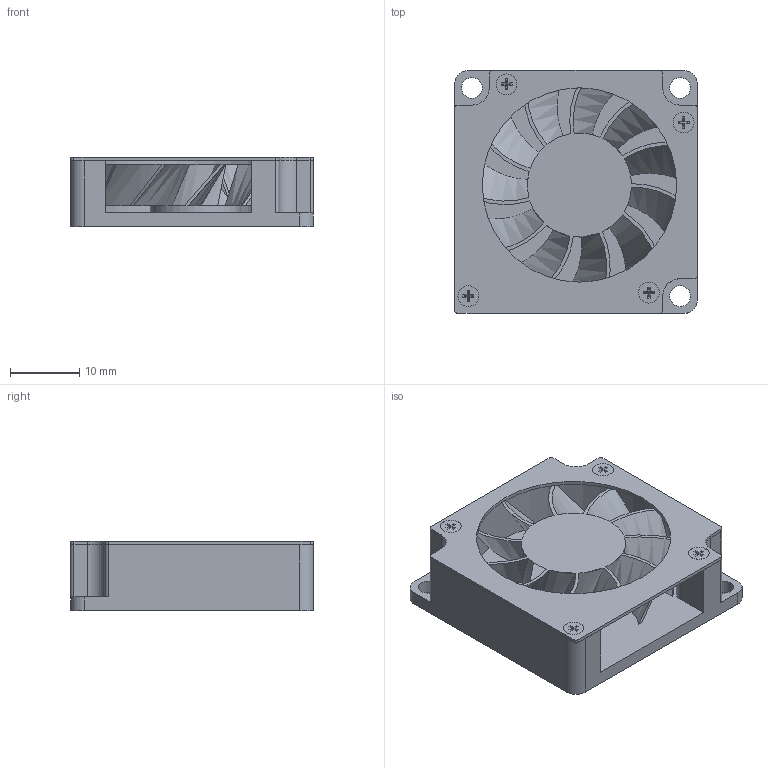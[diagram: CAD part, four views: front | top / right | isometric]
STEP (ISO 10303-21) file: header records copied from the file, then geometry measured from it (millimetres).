
FILE_DESCRIPTION (( 'STEP AP214' ), '1' );
FILE_NAME ('35x35_Blower_Fan.STEP', '2016-06-23T20:34:54', ( '' ), ( '' ), 'SwSTEP 2.0', 'SolidWorks 2015', '' );
FILE_SCHEMA (( 'AUTOMOTIVE_DESIGN' ));
Length unit declared in the file: millimetre
Products named in the file (5): 35x35_Blower_Fan; 35x35_Blower_Top_Plate; 35x35_Blower_Body; din_en_iso_7046-1_m1_6x3_z; Fan_Body
Assembly tree (7 placements, depth 2):
  35x35_Blower_Fan
    35x35_Blower_Body
    35x35_Blower_Top_Plate
    Fan_Body
    din_en_iso_7046-1_m1_6x3_z  x4
Bounding box: 35 x 35 x 10 mm (x, y, z)
Volume: 6555.9 mm3; surface area: 7629.3 mm2
Topology: 7 solids, 7 shells, 263 faces, 697 edges, 426 vertices
Faces by surface type: plane 98, cylinder 73, bspline 44, cone 40, torus 8
Entity records: 6326 total; most frequent: CARTESIAN_POINT 1655, DIRECTION 946, ORIENTED_EDGE 914, EDGE_CURVE 457, AXIS2_PLACEMENT_3D 361, VERTEX_POINT 300, LINE 224, VECTOR 224
